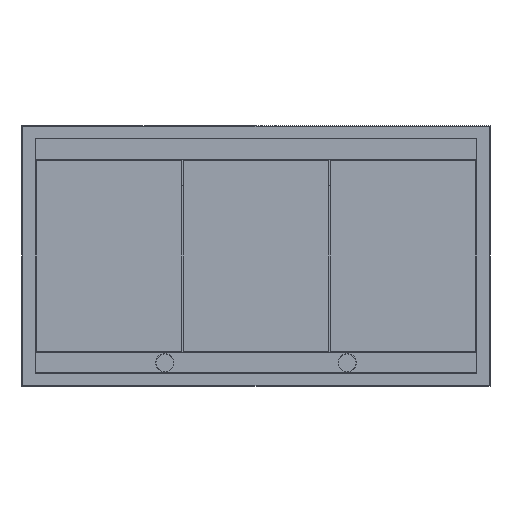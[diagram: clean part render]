
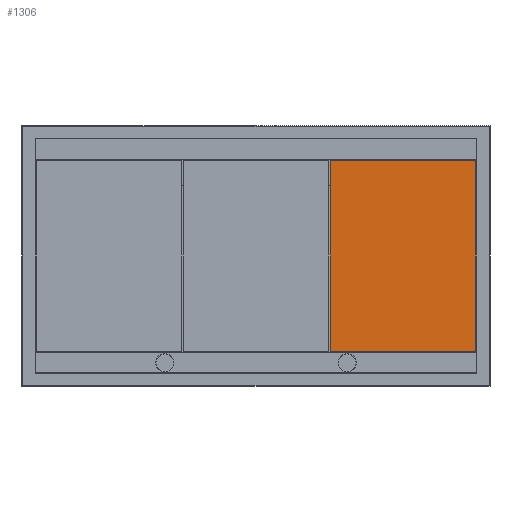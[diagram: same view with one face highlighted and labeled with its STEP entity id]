
A CAD part, front view. The second image highlights one B-rep face of the part: STEP entity #1306.
In plain terms, the highlighted planar face has unit normal (0, -1, 0).
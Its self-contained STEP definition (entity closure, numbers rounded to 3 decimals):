
#1227=DIRECTION('',(0.,0.,-1.));
#1228=VECTOR('',#1227,365.);
#1229=CARTESIAN_POINT('',(422.,0.,182.5));
#1230=LINE('',#1229,#1228);
#1231=DIRECTION('',(-1.,0.,0.));
#1232=VECTOR('',#1231,280.);
#1233=CARTESIAN_POINT('',(422.,0.,-182.5));
#1234=LINE('',#1233,#1232);
#1235=DIRECTION('',(0.,0.,1.));
#1236=VECTOR('',#1235,365.);
#1237=CARTESIAN_POINT('',(142.,0.,-182.5));
#1238=LINE('',#1237,#1236);
#1239=DIRECTION('',(1.,0.,0.));
#1240=VECTOR('',#1239,280.);
#1241=CARTESIAN_POINT('',(142.,0.,182.5));
#1242=LINE('',#1241,#1240);
#1275=CARTESIAN_POINT('',(422.,0.,182.5));
#1276=CARTESIAN_POINT('',(422.,0.,-182.5));
#1277=VERTEX_POINT('',#1275);
#1278=VERTEX_POINT('',#1276);
#1279=CARTESIAN_POINT('',(142.,0.,182.5));
#1280=VERTEX_POINT('',#1279);
#1287=CARTESIAN_POINT('',(142.,0.,-182.5));
#1288=VERTEX_POINT('',#1287);
#1291=CARTESIAN_POINT('',(0.,0.,0.));
#1292=DIRECTION('',(0.,1.,0.));
#1293=DIRECTION('',(0.,0.,1.));
#1294=AXIS2_PLACEMENT_3D('',#1291,#1292,#1293);
#1295=PLANE('',#1294);
#1297=ORIENTED_EDGE('',*,*,#1296,.T.);
#1299=ORIENTED_EDGE('',*,*,#1298,.T.);
#1301=ORIENTED_EDGE('',*,*,#1300,.T.);
#1303=ORIENTED_EDGE('',*,*,#1302,.T.);
#1304=EDGE_LOOP('',(#1297,#1299,#1301,#1303));
#1305=FACE_OUTER_BOUND('',#1304,.F.);
#1306=ADVANCED_FACE('',(#1305),#1295,.F.);
#1296=EDGE_CURVE('',#1277,#1278,#1230,.T.);
#1298=EDGE_CURVE('',#1278,#1288,#1234,.T.);
#1300=EDGE_CURVE('',#1288,#1280,#1238,.T.);
#1302=EDGE_CURVE('',#1280,#1277,#1242,.T.);
